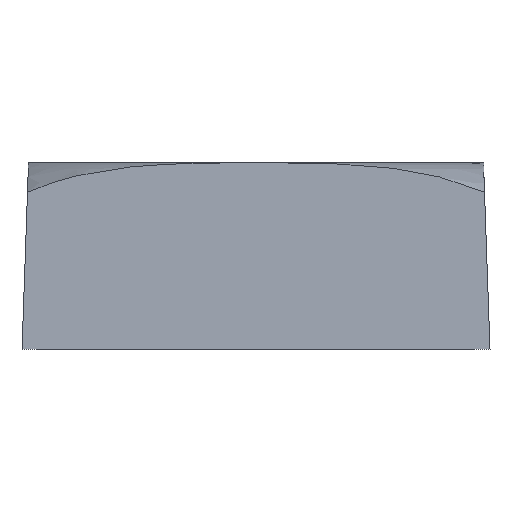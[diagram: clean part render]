
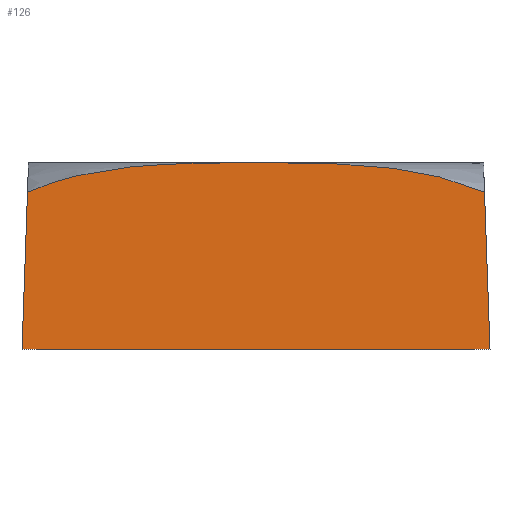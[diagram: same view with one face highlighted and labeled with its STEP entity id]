
A CAD part, left-side view. The second image highlights one B-rep face of the part: STEP entity #126.
In plain terms, the highlighted planar face has unit normal (-0.999, 0, 0.035).
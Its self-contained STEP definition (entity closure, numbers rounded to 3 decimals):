
#126 = ADVANCED_FACE( '', ( #299 ), #300, .T. );
#299 = FACE_OUTER_BOUND( '', #911, .T. );
#300 = PLANE( '', #912 );
#911 = EDGE_LOOP( '', ( #2044, #2045, #2046, #2047 ) );
#912 = AXIS2_PLACEMENT_3D( '', #2048, #2049, #2050 );
#2044 = ORIENTED_EDGE( '', *, *, #2574, .F. );
#2045 = ORIENTED_EDGE( '', *, *, #2575, .T. );
#2046 = ORIENTED_EDGE( '', *, *, #2517, .T. );
#2047 = ORIENTED_EDGE( '', *, *, #2576, .T. );
#2048 = CARTESIAN_POINT( '', ( -6.7, 26.881, 0. ) );
#2049 = DIRECTION( '', ( -0.999, 0., 0.035 ) );
#2050 = DIRECTION( '', ( 0.035, 0., 0.999 ) );
#2517 = EDGE_CURVE( '', #2780, #2781, #2782, .T. );
#2574 = EDGE_CURVE( '', #2876, #2877, #2878, .T. );
#2575 = EDGE_CURVE( '', #2876, #2780, #2879, .T. );
#2576 = EDGE_CURVE( '', #2781, #2877, #2880, .F. );
#2780 = VERTEX_POINT( '', #3265 );
#2781 = VERTEX_POINT( '', #3266 );
#2782 = LINE( '', #3267, #3268 );
#2876 = VERTEX_POINT( '', #3543 );
#2877 = VERTEX_POINT( '', #3544 );
#2878 = LINE( '', #3545, #3546 );
#2879 = B_SPLINE_CURVE_WITH_KNOTS( '', 3, ( #3547, #3548, #3549, #3550, #3551, #3552, #3553, #3554, #3555, #3556, #3557, #3558, #3559, #3560, #3561 ), .UNSPECIFIED., .F., .F., ( 4, 2, 2, 2, 1, 2, 2, 4 ), ( 0., 0.002, 0.003, 0.005, 0.007, 0.008, 0.01, 0.013 ), .UNSPECIFIED. );
#2880 = LINE( '', #3562, #3563 );
#3265 = CARTESIAN_POINT( '', ( -6.543, 6.543, 4.5 ) );
#3266 = CARTESIAN_POINT( '', ( -6.7, 6.7, 0. ) );
#3267 = CARTESIAN_POINT( '', ( -6.725, 6.725, -0.703 ) );
#3268 = VECTOR( '', #4362, 1000. );
#3543 = CARTESIAN_POINT( '', ( -6.543, -6.543, 4.5 ) );
#3544 = CARTESIAN_POINT( '', ( -6.7, -6.7, 0. ) );
#3545 = CARTESIAN_POINT( '', ( -6.659, -6.659, 1.17 ) );
#3546 = VECTOR( '', #4392, 1000. );
#3547 = CARTESIAN_POINT( '', ( -6.543, -6.543, 4.5 ) );
#3548 = CARTESIAN_POINT( '', ( -6.535, -6.031, 4.726 ) );
#3549 = CARTESIAN_POINT( '', ( -6.529, -5.502, 4.89 ) );
#3550 = CARTESIAN_POINT( '', ( -6.521, -4.42, 5.129 ) );
#3551 = CARTESIAN_POINT( '', ( -6.518, -3.865, 5.204 ) );
#3552 = CARTESIAN_POINT( '', ( -6.515, -2.758, 5.299 ) );
#3553 = CARTESIAN_POINT( '', ( -6.514, -2.205, 5.319 ) );
#3554 = CARTESIAN_POINT( '', ( -6.513, -1.097, 5.342 ) );
#3555 = CARTESIAN_POINT( '', ( -6.513, 0.011, 5.346 ) );
#3556 = CARTESIAN_POINT( '', ( -6.513, 1.119, 5.342 ) );
#3557 = CARTESIAN_POINT( '', ( -6.514, 2.228, 5.319 ) );
#3558 = CARTESIAN_POINT( '', ( -6.515, 2.784, 5.297 ) );
#3559 = CARTESIAN_POINT( '', ( -6.52, 4.434, 5.153 ) );
#3560 = CARTESIAN_POINT( '', ( -6.527, 5.514, 4.955 ) );
#3561 = CARTESIAN_POINT( '', ( -6.543, 6.543, 4.5 ) );
#3562 = CARTESIAN_POINT( '', ( -6.7, 26.881, 0. ) );
#3563 = VECTOR( '', #4393, 1000. );
#4362 = DIRECTION( '', ( -0.035, 0.035, -0.999 ) );
#4392 = DIRECTION( '', ( -0.035, -0.035, -0.999 ) );
#4393 = DIRECTION( '', ( 0., 1., 0. ) );
